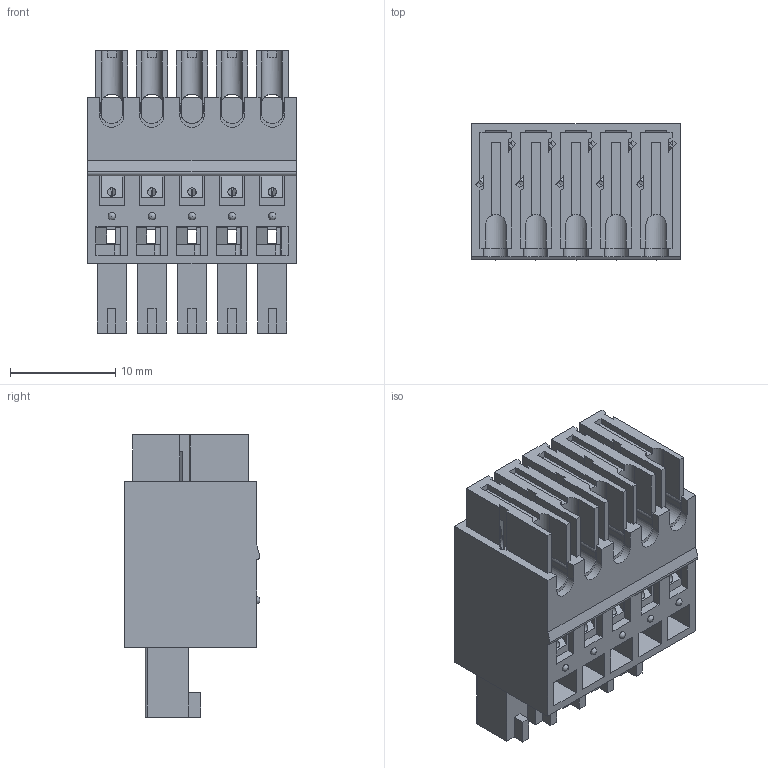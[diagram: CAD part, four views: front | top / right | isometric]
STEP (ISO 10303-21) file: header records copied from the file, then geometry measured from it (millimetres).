
FILE_DESCRIPTION( ( 'Unknown' ), '1' );
FILE_NAME( '691358310005.stp', 'Unknown', ( 'Unknown' ), ( 'Unknown' ), 'PSStep 18.0.17', 'Unknown', ' ' );
FILE_SCHEMA( ( 'AUTOMOTIVE_DESIGN { 1 0 10303 214 1 1 1 1 }' ) );
Length unit declared in the file: millimetre
Products named in the file (4): Assem1; 691(358310)(359340)0xx_Actuator; 6913583100xx; 691358310005
Assembly tree (11 placements, depth 2):
  Assem1
    691(358310)(359340)0xx_Actuator  x5
    6913583100xx  x5
    691358310005
Bounding box: 19.84 x 12.9 x 26.8 mm (x, y, z)
Volume: 3052.2 mm3; surface area: 9107.6 mm2
Topology: 11 solids, 11 shells, 1294 faces, 3646 edges, 2379 vertices
Faces by surface type: plane 1018, cylinder 256, bspline 10, torus 5, revolution 5
Full cylindrical faces by diameter (mm): 0.8 x5, 1.2 x5, 2.1 x5
Entity records: 24061 total; most frequent: CARTESIAN_POINT 3504, ORIENTED_EDGE 3382, DIRECTION 3040, EDGE_CURVE 1691, LINE 1525, VECTOR 1525, VERTEX_POINT 1121, AXIS2_PLACEMENT_3D 755
